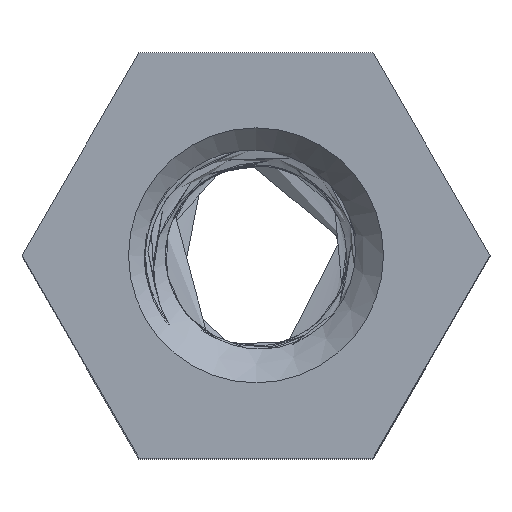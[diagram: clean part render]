
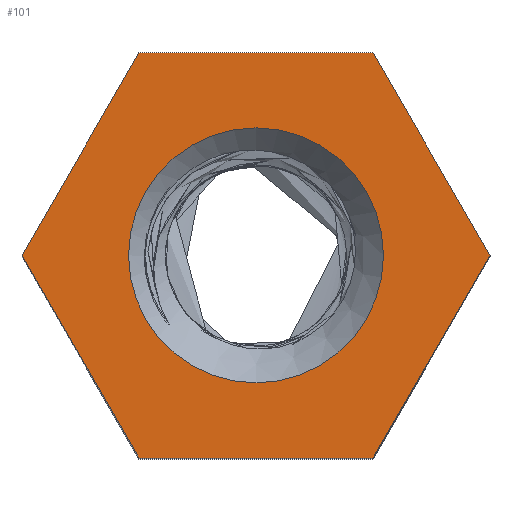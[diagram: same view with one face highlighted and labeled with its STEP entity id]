
A CAD part, top view. The second image highlights one B-rep face of the part: STEP entity #101.
In plain terms, the highlighted planar face has unit normal (0, 0, 1).
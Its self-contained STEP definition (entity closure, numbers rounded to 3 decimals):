
#101=ADVANCED_FACE('',(#10659,#10661),#10663,.T.);
#10659=FACE_BOUND('',#10660,.T.);
#10660=EDGE_LOOP('',(#11391,#11392,#11393,#11394,#11395,#11396));
#10661=FACE_BOUND('',#10662,.T.);
#10662=EDGE_LOOP('',(#11397));
#10663=PLANE('',#10664);
#10664=AXIS2_PLACEMENT_3D('',#10665,#10666,#10667);
#10665=CARTESIAN_POINT('',(0.,0.,10.));
#10666=DIRECTION('',(0.,0.,1.));
#10667=DIRECTION('',(-1.,0.,0.));
#11391=ORIENTED_EDGE('',*,*,#11539,.T.);
#11392=ORIENTED_EDGE('',*,*,#11540,.T.);
#11393=ORIENTED_EDGE('',*,*,#11541,.T.);
#11394=ORIENTED_EDGE('',*,*,#11542,.T.);
#11395=ORIENTED_EDGE('',*,*,#11543,.T.);
#11396=ORIENTED_EDGE('',*,*,#11544,.T.);
#11397=ORIENTED_EDGE('',*,*,#11493,.T.);
#11493=EDGE_CURVE('',#11572,#11572,#11573,.F.);
#11539=EDGE_CURVE('',#11660,#11661,#11662,.T.);
#11540=EDGE_CURVE('',#11661,#11663,#11664,.T.);
#11541=EDGE_CURVE('',#11663,#11665,#11666,.T.);
#11542=EDGE_CURVE('',#11665,#11667,#11668,.T.);
#11543=EDGE_CURVE('',#11667,#11669,#11670,.T.);
#11544=EDGE_CURVE('',#11669,#11660,#11671,.T.);
#11572=VERTEX_POINT('',#11705);
#11573=CIRCLE('',#11706,1.73);
#11660=VERTEX_POINT('',#14988);
#11661=VERTEX_POINT('',#14989);
#11662=LINE('',#14990,#14991);
#11663=VERTEX_POINT('',#14993);
#11664=LINE('',#14994,#14995);
#11665=VERTEX_POINT('',#14997);
#11666=LINE('',#14998,#14999);
#11667=VERTEX_POINT('',#15001);
#11668=LINE('',#15002,#15003);
#11669=VERTEX_POINT('',#15005);
#11670=LINE('',#15006,#15007);
#11671=LINE('',#15009,#15010);
#11705=CARTESIAN_POINT('',(0.,1.73,10.));
#11706=AXIS2_PLACEMENT_3D('',#11707,#11708,#11709);
#11707=CARTESIAN_POINT('',(0.,0.,10.));
#11708=DIRECTION('',(0.,0.,1.));
#11709=DIRECTION('',(0.,1.,-0.));
#14988=CARTESIAN_POINT('',(3.175,0.,10.));
#14989=CARTESIAN_POINT('',(1.588,2.75,10.));
#14990=CARTESIAN_POINT('',(3.175,0.,10.));
#14991=VECTOR('',#14992,1.);
#14992=DIRECTION('',(-0.5,0.866,0.));
#14993=CARTESIAN_POINT('',(-1.588,2.75,10.));
#14994=CARTESIAN_POINT('',(1.588,2.75,10.));
#14995=VECTOR('',#14996,1.);
#14996=DIRECTION('',(-1.,0.,0.));
#14997=CARTESIAN_POINT('',(-3.175,0.,10.));
#14998=CARTESIAN_POINT('',(-1.588,2.75,10.));
#14999=VECTOR('',#15000,1.);
#15000=DIRECTION('',(-0.5,-0.866,0.));
#15001=CARTESIAN_POINT('',(-1.588,-2.75,10.));
#15002=CARTESIAN_POINT('',(-3.175,0.,10.));
#15003=VECTOR('',#15004,1.);
#15004=DIRECTION('',(0.5,-0.866,0.));
#15005=CARTESIAN_POINT('',(1.588,-2.75,10.));
#15006=CARTESIAN_POINT('',(-1.588,-2.75,10.));
#15007=VECTOR('',#15008,1.);
#15008=DIRECTION('',(1.,0.,0.));
#15009=CARTESIAN_POINT('',(1.588,-2.75,10.));
#15010=VECTOR('',#15011,1.);
#15011=DIRECTION('',(0.5,0.866,0.));
